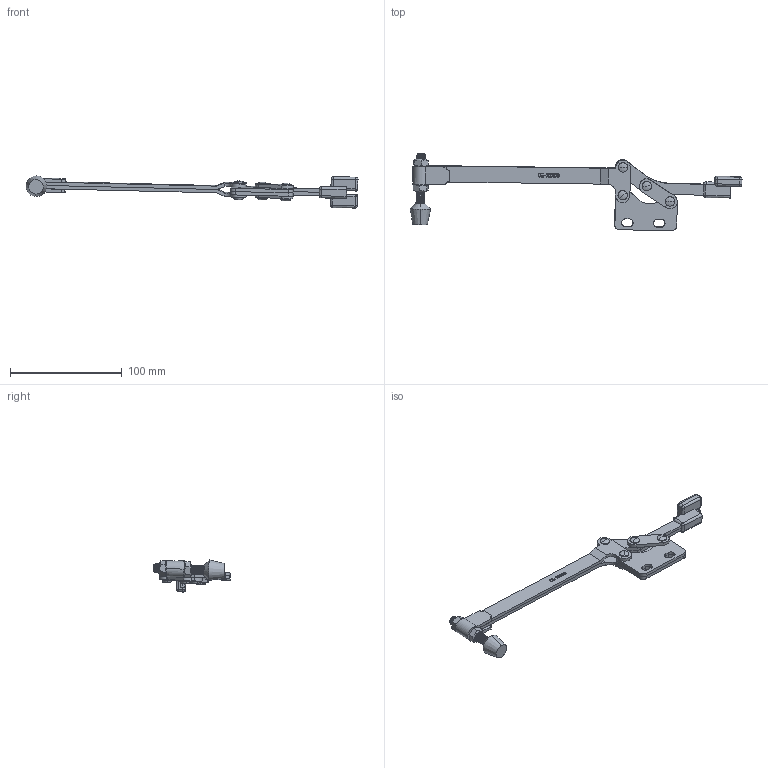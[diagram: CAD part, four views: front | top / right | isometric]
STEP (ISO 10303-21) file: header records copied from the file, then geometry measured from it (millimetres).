
FILE_DESCRIPTION (( 'STEP AP203' ), '1' );
FILE_NAME ('CH-22200.STEP', '2017-11-18T08:31:15', ( 'Windows' ), ( 'Microsoft' ), 'SwSTEP 2.0', 'SolidWorks 2015', '' );
FILE_SCHEMA (( 'CONFIG_CONTROL_DESIGN' ));
Length unit declared in the file: millimetre
Products named in the file (11): 22165-06; FC-56212-01; FC-56212; 175BR; 22200揤參; 22165-03; 22170-01; 22165-05; CH-22200; 22165-01; 22165-04
Assembly tree (16 placements, depth 3):
  CH-22200
    22165-01
      22165-03
      22165-05
    22165-04  x2
    22165-06  x4
    FC-56212-01  x2
    FC-56212
    175BR
    22200揤參
    22170-01  x2
Bounding box: 297.49 x 69 x 28.8 mm (x, y, z)
Volume: 52564 mm3; surface area: 40981.4 mm2
Topology: 16 solids, 16 shells, 859 faces, 2276 edges, 1462 vertices
Faces by surface type: plane 342, cylinder 256, bspline 166, cone 43, torus 32, sphere 20
Entity records: 34864 total; most frequent: CARTESIAN_POINT 16854, ORIENTED_EDGE 3872, DIRECTION 2849, EDGE_CURVE 1936, VERTEX_POINT 1262, LINE 1139, VECTOR 1139, AXIS2_PLACEMENT_3D 855
